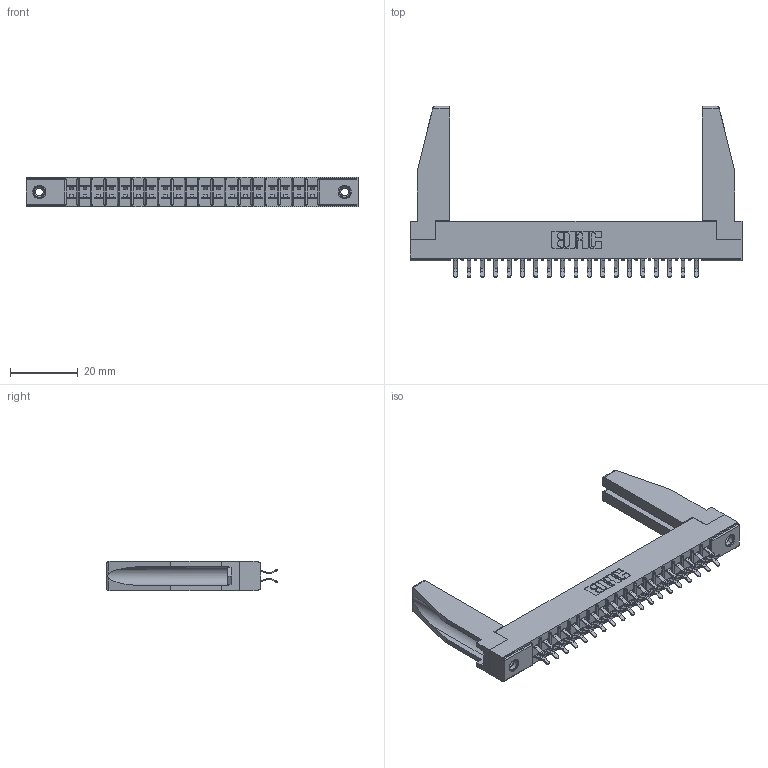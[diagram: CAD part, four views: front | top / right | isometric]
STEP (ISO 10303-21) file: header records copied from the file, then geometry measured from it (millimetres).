
FILE_DESCRIPTION (( 'STEP AP203' ), '1' );
FILE_NAME ('305-038-556-578.STEP', '2019-09-09T18:46:07', ( '' ), ( '' ), 'SwSTEP 2.0', 'SolidWorks 2016', '' );
FILE_SCHEMA (( 'CONFIG_CONTROL_DESIGN' ));
Length unit declared in the file: inch
Products named in the file (5): 305-290-001_556; 305-038-556-578; 307-220-078; 305 Part_.156 Dia; 345-250-001_345-250-001-102
Assembly tree (43 placements, depth 2):
  305-038-556-578
    305 Part_.156 Dia
    305-290-001_556  x38
    345-250-001_345-250-001-102  x2
    307-220-078  x2
Bounding box: 98.3 x 50.67 x 8.71 mm (x, y, z)
Volume: 9889.9 mm3; surface area: 15394.3 mm2
Topology: 43 solids, 43 shells, 2374 faces, 6783 edges, 4410 vertices
Faces by surface type: plane 1330, cylinder 952, sphere 76, cone 12, torus 4
Entity records: 26033 total; most frequent: CARTESIAN_POINT 4317, ORIENTED_EDGE 4240, DIRECTION 4156, EDGE_CURVE 2120, LINE 1682, VECTOR 1682, VERTEX_POINT 1356, AXIS2_PLACEMENT_3D 1237
